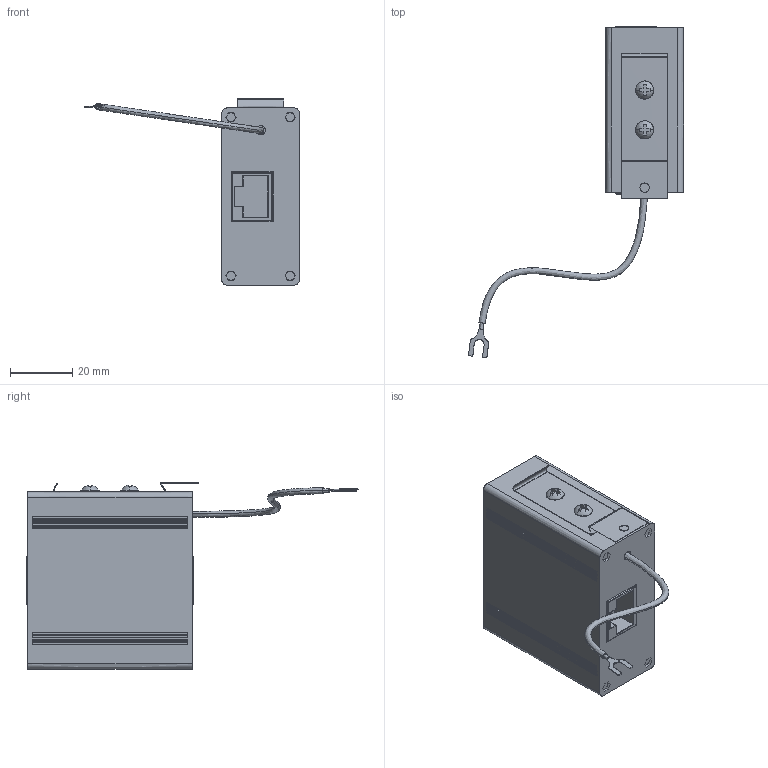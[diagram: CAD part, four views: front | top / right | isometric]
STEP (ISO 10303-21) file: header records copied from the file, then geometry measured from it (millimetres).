
FILE_DESCRIPTION (( 'STEP AP214' ), '1' );
FILE_NAME ('TSJ-10GBEPOE-TT_3D.STEP', '2022-03-21T13:09:01', ( '' ), ( '' ), 'SwSTEP 2.0', 'SolidWorks 2021', '' );
FILE_SCHEMA (( 'AUTOMOTIVE_DESIGN' ));
Length unit declared in the file: millimetre
Products named in the file (1): TSJ-10GBEPOE-TT_3D
Bounding box: 69.14 x 106.75 x 59.92 mm (x, y, z)
Volume: 26342.1 mm3; surface area: 28516.7 mm2
Topology: 7 solids, 7 shells, 512 faces, 1281 edges, 798 vertices
Faces by surface type: bspline 472, sphere 36, torus 4
Entity records: 25354 total; most frequent: CARTESIAN_POINT 17231, ORIENTED_EDGE 2434, EDGE_CURVE 1217, B_SPLINE_CURVE_WITH_KNOTS 1185, VERTEX_POINT 766, EDGE_LOOP 565, FACE_OUTER_BOUND 512, ADVANCED_FACE 512
